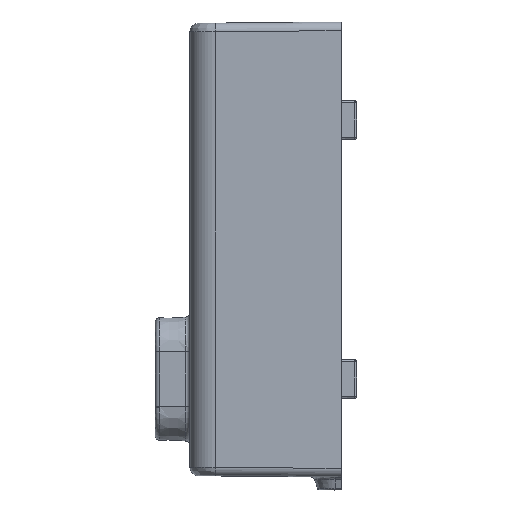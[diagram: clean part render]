
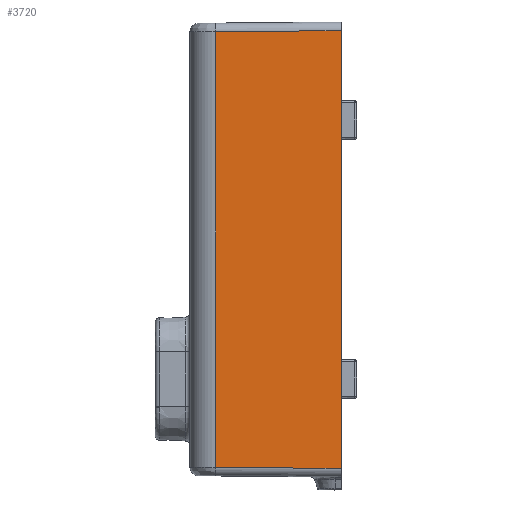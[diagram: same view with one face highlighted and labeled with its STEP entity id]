
A CAD part, left-side view. The second image highlights one B-rep face of the part: STEP entity #3720.
In plain terms, the highlighted planar face has unit normal (-1, 0.009, 0).
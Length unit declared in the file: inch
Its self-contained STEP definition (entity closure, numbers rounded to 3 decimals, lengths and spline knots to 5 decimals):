
#500=FACE_OUTER_BOUND('',#719,.T.);
#719=EDGE_LOOP('',(#3007,#3008,#3009,#3010));
#990=LINE('',#6142,#1301);
#998=LINE('',#6253,#1309);
#1016=LINE('',#6934,#1327);
#1047=LINE('',#7069,#1358);
#1301=VECTOR('',#4648,0.57194);
#1309=VECTOR('',#4684,1.99607);
#1327=VECTOR('',#4822,0.57194);
#1358=VECTOR('',#4961,1.98608);
#1616=VERTEX_POINT('',#6138);
#1617=VERTEX_POINT('',#6140);
#1631=VERTEX_POINT('',#6251);
#1653=VERTEX_POINT('',#6900);
#2004=EDGE_CURVE('',#1616,#1617,#990,.T.);
#2026=EDGE_CURVE('',#1631,#1617,#998,.T.);
#2083=EDGE_CURVE('',#1631,#1653,#1016,.T.);
#2131=EDGE_CURVE('',#1653,#1616,#1047,.T.);
#3007=ORIENTED_EDGE('',*,*,#2026,.F.);
#3008=ORIENTED_EDGE('',*,*,#2083,.T.);
#3009=ORIENTED_EDGE('',*,*,#2131,.T.);
#3010=ORIENTED_EDGE('',*,*,#2004,.T.);
#3359=PLANE('',#4069);
#3720=ADVANCED_FACE('',(#500),#3359,.T.);
#4069=AXIS2_PLACEMENT_3D('',#7068,#4959,#4960);
#4648=DIRECTION('',(-0.009,-1.,-0.009));
#4684=DIRECTION('',(0.,0.,-1.));
#4822=DIRECTION('',(0.009,1.,-0.009));
#4959=DIRECTION('center_axis',(-1.,0.009,0.));
#4960=DIRECTION('ref_axis',(0.,0.,1.));
#4961=DIRECTION('',(0.,0.,-1.));
#6138=CARTESIAN_POINT('',(-0.53635,0.72938,-0.99304));
#6140=CARTESIAN_POINT('',(-0.54134,0.15748,-0.99803));
#6142=CARTESIAN_POINT('',(-0.53635,0.72938,-0.99304));
#6251=CARTESIAN_POINT('',(-0.54134,0.15748,0.99803));
#6253=CARTESIAN_POINT('',(-0.54134,0.15748,0.99803));
#6900=CARTESIAN_POINT('',(-0.53635,0.72938,0.99304));
#6934=CARTESIAN_POINT('',(-0.54134,0.15748,0.99803));
#7068=CARTESIAN_POINT('Origin',(-0.54134,0.15748,-1.07703));
#7069=CARTESIAN_POINT('',(-0.53635,0.72938,0.99304));
